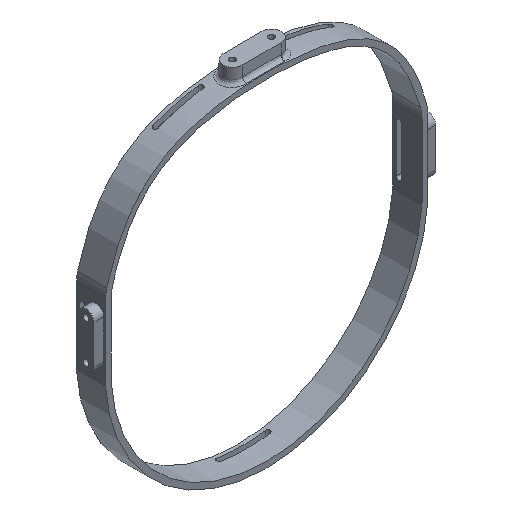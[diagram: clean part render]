
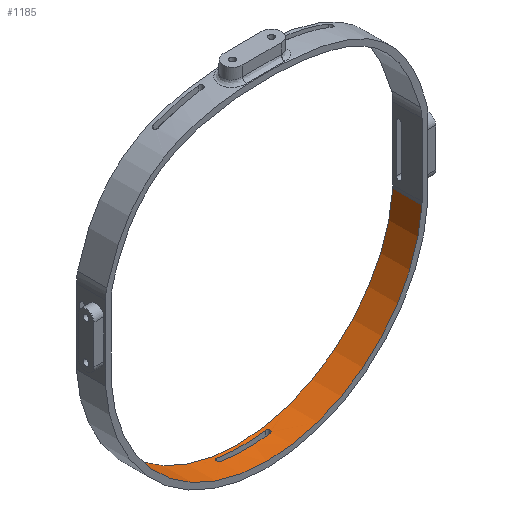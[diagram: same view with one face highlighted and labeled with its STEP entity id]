
A CAD part, isometric view. The second image highlights one B-rep face of the part: STEP entity #1185.
In plain terms, the highlighted cylindrical face has radius 80.156 mm (diameter 160.312 mm), a partial arc.
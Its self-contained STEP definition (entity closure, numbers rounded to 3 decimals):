
#31=B_SPLINE_CURVE_WITH_KNOTS('',3,(#1751,#1752,#1753,#1754,#1755,#1756,
#1757,#1758,#1759,#1760,#1761,#1762,#1763,#1764,#1765,#1766,#1767,#1768),
 .UNSPECIFIED.,.F.,.F.,(4,2,2,2,2,2,2,2,4),(0.189,0.237,
0.285,0.332,0.379,0.426,
0.473,0.521,0.569),.UNSPECIFIED.);
#33=B_SPLINE_CURVE_WITH_KNOTS('',3,(#1796,#1797,#1798,#1799,#1800,#1801,
#1802,#1803,#1804,#1805,#1806,#1807,#1808,#1809,#1810,#1811,#1812,#1813,
#1814),.UNSPECIFIED.,.F.,.F.,(4,2,2,2,3,2,2,2,4),(-0.19,-0.142,
-0.094,-0.047,0.,0.047,0.094,
0.142,0.19),.UNSPECIFIED.);
#96=FACE_BOUND('',#270,.T.);
#186=FACE_OUTER_BOUND('',#269,.T.);
#269=EDGE_LOOP('',(#1031,#1032,#1033,#1034));
#270=EDGE_LOOP('',(#1035,#1036,#1037,#1038));
#349=LINE('',#3024,#420);
#352=LINE('',#3033,#423);
#420=VECTOR('',#1541,10.);
#423=VECTOR('',#1552,10.);
#454=CIRCLE('',#1263,80.156);
#456=CIRCLE('',#1267,80.156);
#466=CIRCLE('',#1289,80.156);
#471=CIRCLE('',#1300,80.156);
#524=VERTEX_POINT('',#1741);
#525=VERTEX_POINT('',#1742);
#528=VERTEX_POINT('',#1750);
#530=VERTEX_POINT('',#1790);
#569=VERTEX_POINT('',#2890);
#570=VERTEX_POINT('',#2892);
#578=VERTEX_POINT('',#3022);
#580=VERTEX_POINT('',#3032);
#658=EDGE_CURVE('',#524,#525,#454,.T.);
#662=EDGE_CURVE('',#525,#528,#31,.T.);
#665=EDGE_CURVE('',#528,#530,#456,.T.);
#668=EDGE_CURVE('',#530,#524,#33,.T.);
#725=EDGE_CURVE('',#570,#569,#466,.T.);
#738=EDGE_CURVE('',#578,#569,#349,.T.);
#742=EDGE_CURVE('',#570,#580,#352,.T.);
#745=EDGE_CURVE('',#580,#578,#471,.T.);
#1031=ORIENTED_EDGE('',*,*,#738,.F.);
#1032=ORIENTED_EDGE('',*,*,#745,.F.);
#1033=ORIENTED_EDGE('',*,*,#742,.F.);
#1034=ORIENTED_EDGE('',*,*,#725,.T.);
#1035=ORIENTED_EDGE('',*,*,#665,.T.);
#1036=ORIENTED_EDGE('',*,*,#668,.T.);
#1037=ORIENTED_EDGE('',*,*,#658,.T.);
#1038=ORIENTED_EDGE('',*,*,#662,.T.);
#1125=CYLINDRICAL_SURFACE('',#1299,80.156);
#1185=ADVANCED_FACE('',(#186,#96),#1125,.F.);
#1263=AXIS2_PLACEMENT_3D('',#1743,#1460,#1461);
#1267=AXIS2_PLACEMENT_3D('',#1791,#1471,#1472);
#1289=AXIS2_PLACEMENT_3D('',#2893,#1529,#1530);
#1299=AXIS2_PLACEMENT_3D('',#3037,#1556,#1557);
#1300=AXIS2_PLACEMENT_3D('',#3038,#1558,#1559);
#1460=DIRECTION('center_axis',(0.,-1.,0.));
#1461=DIRECTION('ref_axis',(0.998,0.,-0.062));
#1471=DIRECTION('center_axis',(0.,1.,0.));
#1472=DIRECTION('ref_axis',(0.998,0.,-0.062));
#1529=DIRECTION('center_axis',(0.,-1.,0.));
#1530=DIRECTION('ref_axis',(0.998,0.,-0.062));
#1541=DIRECTION('',(0.,-1.,0.));
#1552=DIRECTION('',(0.,1.,0.));
#1556=DIRECTION('center_axis',(0.,1.,0.));
#1557=DIRECTION('ref_axis',(0.998,0.,-0.062));
#1558=DIRECTION('center_axis',(0.,-1.,0.));
#1559=DIRECTION('ref_axis',(0.998,0.,-0.062));
#1741=CARTESIAN_POINT('',(-12.5,13.25,-84.582));
#1742=CARTESIAN_POINT('',(12.5,13.25,-84.582));
#1743=CARTESIAN_POINT('Origin',(0.,13.25,-5.407));
#1750=CARTESIAN_POINT('',(12.5,10.75,-84.582));
#1751=CARTESIAN_POINT('Ctrl Pts',(12.5,13.25,-84.582));
#1752=CARTESIAN_POINT('Ctrl Pts',(12.657,13.25,-84.557));
#1753=CARTESIAN_POINT('Ctrl Pts',(12.825,13.219,-84.53));
#1754=CARTESIAN_POINT('Ctrl Pts',(13.134,13.09,-84.48));
#1755=CARTESIAN_POINT('Ctrl Pts',(13.275,12.994,-84.456));
#1756=CARTESIAN_POINT('Ctrl Pts',(13.496,12.771,-84.419));
#1757=CARTESIAN_POINT('Ctrl Pts',(13.592,12.631,-84.402));
#1758=CARTESIAN_POINT('Ctrl Pts',(13.719,12.324,-84.38));
#1759=CARTESIAN_POINT('Ctrl Pts',(13.75,12.157,-84.375));
#1760=CARTESIAN_POINT('Ctrl Pts',(13.75,11.843,-84.375));
#1761=CARTESIAN_POINT('Ctrl Pts',(13.719,11.676,-84.38));
#1762=CARTESIAN_POINT('Ctrl Pts',(13.592,11.369,-84.402));
#1763=CARTESIAN_POINT('Ctrl Pts',(13.496,11.229,-84.419));
#1764=CARTESIAN_POINT('Ctrl Pts',(13.275,11.006,-84.456));
#1765=CARTESIAN_POINT('Ctrl Pts',(13.134,10.91,-84.48));
#1766=CARTESIAN_POINT('Ctrl Pts',(12.825,10.781,-84.53));
#1767=CARTESIAN_POINT('Ctrl Pts',(12.657,10.75,-84.557));
#1768=CARTESIAN_POINT('Ctrl Pts',(12.5,10.75,-84.582));
#1790=CARTESIAN_POINT('',(-12.5,10.75,-84.582));
#1791=CARTESIAN_POINT('Origin',(0.,10.75,-5.407));
#1796=CARTESIAN_POINT('Ctrl Pts',(-12.5,10.75,-84.582));
#1797=CARTESIAN_POINT('Ctrl Pts',(-12.657,10.75,-84.557));
#1798=CARTESIAN_POINT('Ctrl Pts',(-12.825,10.781,-84.53));
#1799=CARTESIAN_POINT('Ctrl Pts',(-13.134,10.91,-84.48));
#1800=CARTESIAN_POINT('Ctrl Pts',(-13.275,11.006,-84.456));
#1801=CARTESIAN_POINT('Ctrl Pts',(-13.496,11.229,-84.419));
#1802=CARTESIAN_POINT('Ctrl Pts',(-13.592,11.369,-84.402));
#1803=CARTESIAN_POINT('Ctrl Pts',(-13.719,11.676,-84.38));
#1804=CARTESIAN_POINT('Ctrl Pts',(-13.75,11.843,-84.375));
#1805=CARTESIAN_POINT('Ctrl Pts',(-13.75,12.,-84.375));
#1806=CARTESIAN_POINT('Ctrl Pts',(-13.75,12.157,-84.375));
#1807=CARTESIAN_POINT('Ctrl Pts',(-13.719,12.324,-84.38));
#1808=CARTESIAN_POINT('Ctrl Pts',(-13.592,12.631,-84.402));
#1809=CARTESIAN_POINT('Ctrl Pts',(-13.496,12.771,-84.419));
#1810=CARTESIAN_POINT('Ctrl Pts',(-13.275,12.994,-84.456));
#1811=CARTESIAN_POINT('Ctrl Pts',(-13.134,13.09,-84.48));
#1812=CARTESIAN_POINT('Ctrl Pts',(-12.825,13.219,-84.53));
#1813=CARTESIAN_POINT('Ctrl Pts',(-12.657,13.25,-84.557));
#1814=CARTESIAN_POINT('Ctrl Pts',(-12.5,13.25,-84.582));
#2890=CARTESIAN_POINT('',(79.948,0.,-11.177));
#2892=CARTESIAN_POINT('',(-79.948,0.,-11.177));
#2893=CARTESIAN_POINT('Origin',(0.,0.,-5.407));
#3022=CARTESIAN_POINT('',(79.948,15.,-11.177));
#3024=CARTESIAN_POINT('',(79.948,0.,-11.177));
#3032=CARTESIAN_POINT('',(-79.948,15.,-11.177));
#3033=CARTESIAN_POINT('',(-79.948,0.,-11.177));
#3037=CARTESIAN_POINT('Origin',(0.,0.,-5.407));
#3038=CARTESIAN_POINT('Origin',(0.,15.,-5.407));
